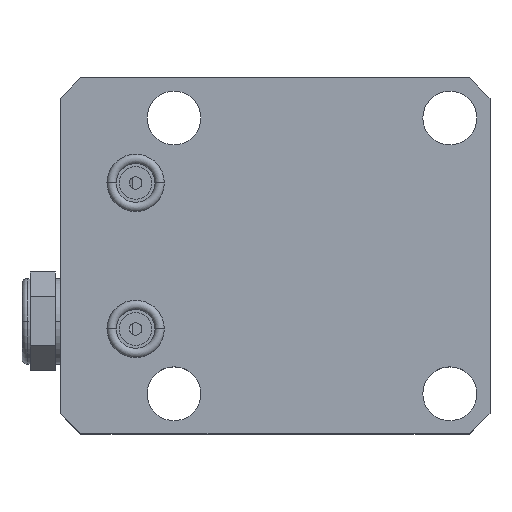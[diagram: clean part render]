
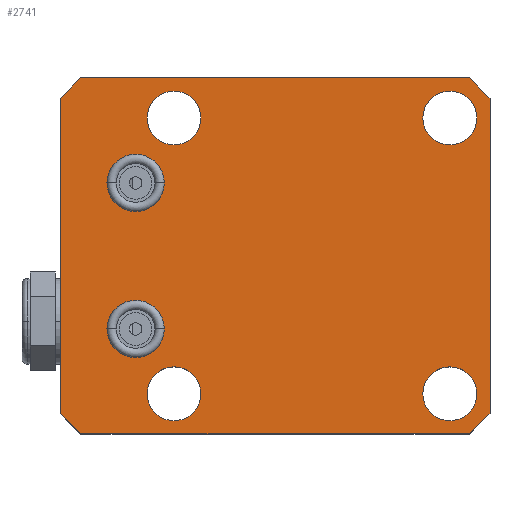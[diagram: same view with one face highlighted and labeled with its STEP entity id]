
A CAD part, top view. The second image highlights one B-rep face of the part: STEP entity #2741.
In plain terms, the highlighted planar face has unit normal (0, 0, 1).
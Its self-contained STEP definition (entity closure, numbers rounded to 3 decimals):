
#424=CARTESIAN_POINT('',(27.432,-27.432,25.019));
#425=DIRECTION('',(0.,0.,-1.));
#426=DIRECTION('',(1.,0.,0.));
#427=AXIS2_PLACEMENT_3D('',#424,#425,#426);
#429=CARTESIAN_POINT('',(27.432,-27.432,25.019));
#430=DIRECTION('',(0.,0.,-1.));
#431=DIRECTION('',(-1.,0.,0.));
#432=AXIS2_PLACEMENT_3D('',#429,#430,#431);
#434=CARTESIAN_POINT('',(27.432,27.432,25.019));
#435=DIRECTION('',(0.,0.,-1.));
#436=DIRECTION('',(1.,0.,0.));
#437=AXIS2_PLACEMENT_3D('',#434,#435,#436);
#439=CARTESIAN_POINT('',(27.432,27.432,25.019));
#440=DIRECTION('',(0.,0.,-1.));
#441=DIRECTION('',(-1.,0.,0.));
#442=AXIS2_PLACEMENT_3D('',#439,#440,#441);
#444=CARTESIAN_POINT('',(-27.432,-27.432,25.019));
#445=DIRECTION('',(0.,0.,-1.));
#446=DIRECTION('',(1.,0.,0.));
#447=AXIS2_PLACEMENT_3D('',#444,#445,#446);
#449=CARTESIAN_POINT('',(-27.432,-27.432,25.019));
#450=DIRECTION('',(0.,0.,-1.));
#451=DIRECTION('',(-1.,0.,0.));
#452=AXIS2_PLACEMENT_3D('',#449,#450,#451);
#454=CARTESIAN_POINT('',(-27.432,27.432,25.019));
#455=DIRECTION('',(0.,0.,-1.));
#456=DIRECTION('',(1.,0.,0.));
#457=AXIS2_PLACEMENT_3D('',#454,#455,#456);
#459=CARTESIAN_POINT('',(-27.432,27.432,25.019));
#460=DIRECTION('',(0.,0.,-1.));
#461=DIRECTION('',(-1.,0.,0.));
#462=AXIS2_PLACEMENT_3D('',#459,#460,#461);
#464=CARTESIAN_POINT('',(-35.077,-14.529,25.019));
#465=DIRECTION('',(0.,0.,1.));
#466=DIRECTION('',(-1.,0.,0.));
#467=AXIS2_PLACEMENT_3D('',#464,#465,#466);
#469=CARTESIAN_POINT('',(-35.077,-14.529,25.019));
#470=DIRECTION('',(0.,0.,1.));
#471=DIRECTION('',(1.,0.,0.));
#472=AXIS2_PLACEMENT_3D('',#469,#470,#471);
#474=CARTESIAN_POINT('',(-35.077,14.529,25.019));
#475=DIRECTION('',(0.,0.,1.));
#476=DIRECTION('',(-1.,0.,0.));
#477=AXIS2_PLACEMENT_3D('',#474,#475,#476);
#479=CARTESIAN_POINT('',(-35.077,14.529,25.019));
#480=DIRECTION('',(0.,0.,1.));
#481=DIRECTION('',(1.,0.,0.));
#482=AXIS2_PLACEMENT_3D('',#479,#480,#481);
#484=DIRECTION('',(0.,-1.,0.));
#485=VECTOR('',#484,62.738);
#486=CARTESIAN_POINT('',(-50.063,31.369,25.019));
#487=LINE('',#486,#485);
#488=DIRECTION('',(-0.707,-0.707,0.));
#489=VECTOR('',#488,5.747);
#490=CARTESIAN_POINT('',(-45.999,35.433,25.019));
#491=LINE('',#490,#489);
#492=DIRECTION('',(-1.,0.,0.));
#493=VECTOR('',#492,77.368);
#494=CARTESIAN_POINT('',(31.369,35.433,25.019));
#495=LINE('',#494,#493);
#496=DIRECTION('',(-0.707,0.707,0.));
#497=VECTOR('',#496,5.747);
#498=CARTESIAN_POINT('',(35.433,31.369,25.019));
#499=LINE('',#498,#497);
#500=DIRECTION('',(0.,1.,0.));
#501=VECTOR('',#500,62.738);
#502=CARTESIAN_POINT('',(35.433,-31.369,25.019));
#503=LINE('',#502,#501);
#504=DIRECTION('',(0.707,0.707,0.));
#505=VECTOR('',#504,5.747);
#506=CARTESIAN_POINT('',(31.369,-35.433,25.019));
#507=LINE('',#506,#505);
#508=DIRECTION('',(1.,0.,0.));
#509=VECTOR('',#508,77.368);
#510=CARTESIAN_POINT('',(-45.999,-35.433,25.019));
#511=LINE('',#510,#509);
#512=DIRECTION('',(0.707,-0.707,0.));
#513=VECTOR('',#512,5.747);
#514=CARTESIAN_POINT('',(-50.063,-31.369,25.019));
#515=LINE('',#514,#513);
#1714=CARTESIAN_POINT('',(-50.063,31.369,25.019));
#1715=CARTESIAN_POINT('',(-50.063,-31.369,25.019));
#1716=VERTEX_POINT('',#1714);
#1717=VERTEX_POINT('',#1715);
#1718=CARTESIAN_POINT('',(-45.999,-35.433,25.019));
#1719=CARTESIAN_POINT('',(31.369,-35.433,25.019));
#1720=VERTEX_POINT('',#1718);
#1721=VERTEX_POINT('',#1719);
#1722=CARTESIAN_POINT('',(35.433,-31.369,25.019));
#1723=CARTESIAN_POINT('',(35.433,31.369,25.019));
#1724=VERTEX_POINT('',#1722);
#1725=VERTEX_POINT('',#1723);
#1726=CARTESIAN_POINT('',(31.369,35.433,25.019));
#1727=CARTESIAN_POINT('',(-45.999,35.433,25.019));
#1728=VERTEX_POINT('',#1726);
#1729=VERTEX_POINT('',#1727);
#1754=CARTESIAN_POINT('',(32.791,-27.432,25.019));
#1755=CARTESIAN_POINT('',(22.073,-27.432,25.019));
#1756=VERTEX_POINT('',#1754);
#1757=VERTEX_POINT('',#1755);
#1818=CARTESIAN_POINT('',(-40.78,-14.529,25.019));
#1819=CARTESIAN_POINT('',(-29.375,-14.529,25.019));
#1820=VERTEX_POINT('',#1818);
#1821=VERTEX_POINT('',#1819);
#1822=CARTESIAN_POINT('',(-40.78,14.529,25.019));
#1823=CARTESIAN_POINT('',(-29.375,14.529,25.019));
#1824=VERTEX_POINT('',#1822);
#1825=VERTEX_POINT('',#1823);
#1902=CARTESIAN_POINT('',(32.791,27.432,25.019));
#1903=CARTESIAN_POINT('',(22.073,27.432,25.019));
#1904=VERTEX_POINT('',#1902);
#1905=VERTEX_POINT('',#1903);
#1906=CARTESIAN_POINT('',(-22.073,-27.432,25.019));
#1907=CARTESIAN_POINT('',(-32.791,-27.432,25.019));
#1908=VERTEX_POINT('',#1906);
#1909=VERTEX_POINT('',#1907);
#1910=CARTESIAN_POINT('',(-22.073,27.432,25.019));
#1911=CARTESIAN_POINT('',(-32.791,27.432,25.019));
#1912=VERTEX_POINT('',#1910);
#1913=VERTEX_POINT('',#1911);
#2686=CARTESIAN_POINT('',(0.,0.,25.019));
#2687=DIRECTION('',(0.,0.,1.));
#2688=DIRECTION('',(1.,0.,0.));
#2689=AXIS2_PLACEMENT_3D('',#2686,#2687,#2688);
#2690=PLANE('',#2689);
#2691=ORIENTED_EDGE('',*,*,#2329,.F.);
#2693=ORIENTED_EDGE('',*,*,#2692,.F.);
#2695=ORIENTED_EDGE('',*,*,#2694,.F.);
#2697=ORIENTED_EDGE('',*,*,#2696,.F.);
#2699=ORIENTED_EDGE('',*,*,#2698,.F.);
#2701=ORIENTED_EDGE('',*,*,#2700,.F.);
#2703=ORIENTED_EDGE('',*,*,#2702,.F.);
#2704=ORIENTED_EDGE('',*,*,#2314,.F.);
#2705=EDGE_LOOP('',(#2691,#2693,#2695,#2697,#2699,#2701,#2703,#2704));
#2706=FACE_OUTER_BOUND('',#2705,.F.);
#2708=ORIENTED_EDGE('',*,*,#2707,.F.);
#2710=ORIENTED_EDGE('',*,*,#2709,.F.);
#2711=EDGE_LOOP('',(#2708,#2710));
#2712=FACE_BOUND('',#2711,.F.);
#2714=ORIENTED_EDGE('',*,*,#2713,.F.);
#2716=ORIENTED_EDGE('',*,*,#2715,.F.);
#2717=EDGE_LOOP('',(#2714,#2716));
#2718=FACE_BOUND('',#2717,.F.);
#2720=ORIENTED_EDGE('',*,*,#2719,.F.);
#2722=ORIENTED_EDGE('',*,*,#2721,.F.);
#2723=EDGE_LOOP('',(#2720,#2722));
#2724=FACE_BOUND('',#2723,.F.);
#2725=ORIENTED_EDGE('',*,*,#2564,.T.);
#2726=ORIENTED_EDGE('',*,*,#2597,.T.);
#2727=EDGE_LOOP('',(#2725,#2726));
#2728=FACE_BOUND('',#2727,.F.);
#2730=ORIENTED_EDGE('',*,*,#2729,.T.);
#2732=ORIENTED_EDGE('',*,*,#2731,.T.);
#2733=EDGE_LOOP('',(#2730,#2732));
#2734=FACE_BOUND('',#2733,.F.);
#2736=ORIENTED_EDGE('',*,*,#2735,.F.);
#2738=ORIENTED_EDGE('',*,*,#2737,.F.);
#2739=EDGE_LOOP('',(#2736,#2738));
#2740=FACE_BOUND('',#2739,.F.);
#428=CIRCLE('',#427,5.359);
#433=CIRCLE('',#432,5.359);
#438=CIRCLE('',#437,5.359);
#443=CIRCLE('',#442,5.359);
#448=CIRCLE('',#447,5.359);
#453=CIRCLE('',#452,5.359);
#458=CIRCLE('',#457,5.359);
#463=CIRCLE('',#462,5.359);
#468=CIRCLE('',#467,5.702);
#473=CIRCLE('',#472,5.702);
#478=CIRCLE('',#477,5.702);
#483=CIRCLE('',#482,5.702);
#2314=EDGE_CURVE('',#1717,#1720,#515,.T.);
#2329=EDGE_CURVE('',#1716,#1717,#487,.T.);
#2564=EDGE_CURVE('',#1820,#1821,#468,.T.);
#2597=EDGE_CURVE('',#1821,#1820,#473,.T.);
#2692=EDGE_CURVE('',#1729,#1716,#491,.T.);
#2694=EDGE_CURVE('',#1728,#1729,#495,.T.);
#2696=EDGE_CURVE('',#1725,#1728,#499,.T.);
#2698=EDGE_CURVE('',#1724,#1725,#503,.T.);
#2700=EDGE_CURVE('',#1721,#1724,#507,.T.);
#2702=EDGE_CURVE('',#1720,#1721,#511,.T.);
#2707=EDGE_CURVE('',#1904,#1905,#438,.T.);
#2709=EDGE_CURVE('',#1905,#1904,#443,.T.);
#2713=EDGE_CURVE('',#1908,#1909,#448,.T.);
#2715=EDGE_CURVE('',#1909,#1908,#453,.T.);
#2719=EDGE_CURVE('',#1912,#1913,#458,.T.);
#2721=EDGE_CURVE('',#1913,#1912,#463,.T.);
#2729=EDGE_CURVE('',#1824,#1825,#478,.T.);
#2731=EDGE_CURVE('',#1825,#1824,#483,.T.);
#2735=EDGE_CURVE('',#1756,#1757,#428,.T.);
#2737=EDGE_CURVE('',#1757,#1756,#433,.T.);
#2741=ADVANCED_FACE('',(#2706,#2712,#2718,#2724,#2728,#2734,#2740),#2690,.T.);
